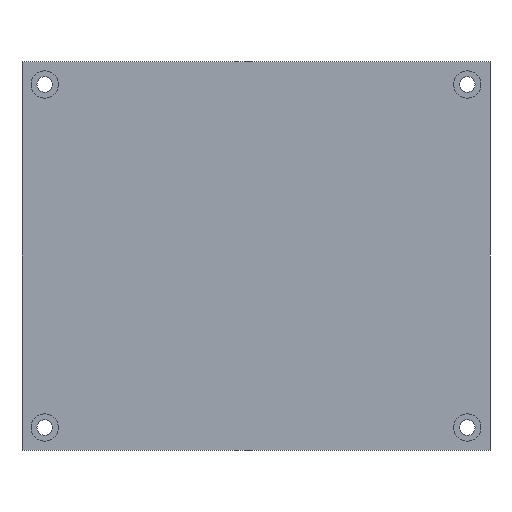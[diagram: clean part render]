
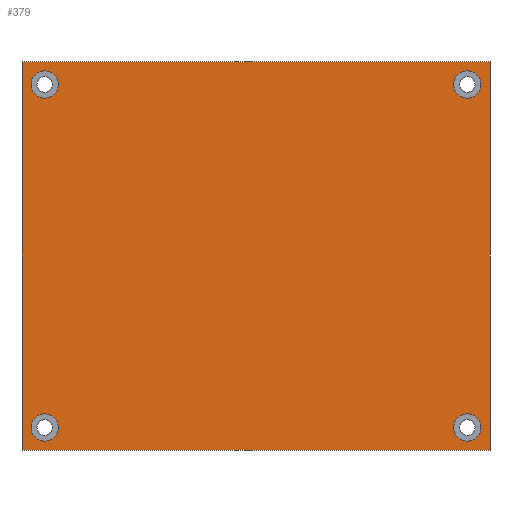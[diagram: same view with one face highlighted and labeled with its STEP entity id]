
A CAD part, front view. The second image highlights one B-rep face of the part: STEP entity #379.
In plain terms, the highlighted planar face has unit normal (0, -1, 0).
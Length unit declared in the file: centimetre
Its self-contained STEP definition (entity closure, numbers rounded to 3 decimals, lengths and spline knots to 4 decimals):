
#15=FACE_BOUND('',#89,.T.);
#16=FACE_BOUND('',#90,.T.);
#17=FACE_BOUND('',#91,.T.);
#18=FACE_BOUND('',#92,.T.);
#29=CIRCLE('',#408,0.3);
#31=CIRCLE('',#411,0.3);
#33=CIRCLE('',#414,0.3);
#35=CIRCLE('',#417,0.3);
#65=FACE_OUTER_BOUND('',#88,.T.);
#88=EDGE_LOOP('',(#307,#308,#309,#310));
#89=EDGE_LOOP('',(#311));
#90=EDGE_LOOP('',(#312));
#91=EDGE_LOOP('',(#313));
#92=EDGE_LOOP('',(#314));
#127=LINE('',#607,#159);
#131=LINE('',#615,#163);
#134=LINE('',#621,#166);
#137=LINE('',#626,#169);
#159=VECTOR('',#496,1.);
#163=VECTOR('',#502,1.);
#166=VECTOR('',#507,1.);
#169=VECTOR('',#512,1.);
#183=VERTEX_POINT('',#577);
#185=VERTEX_POINT('',#583);
#187=VERTEX_POINT('',#589);
#189=VERTEX_POINT('',#595);
#191=VERTEX_POINT('',#605);
#192=VERTEX_POINT('',#606);
#195=VERTEX_POINT('',#614);
#197=VERTEX_POINT('',#620);
#218=EDGE_CURVE('',#183,#183,#29,.T.);
#221=EDGE_CURVE('',#185,#185,#31,.T.);
#224=EDGE_CURVE('',#187,#187,#33,.T.);
#227=EDGE_CURVE('',#189,#189,#35,.T.);
#231=EDGE_CURVE('',#191,#192,#127,.T.);
#235=EDGE_CURVE('',#192,#195,#131,.T.);
#238=EDGE_CURVE('',#195,#197,#134,.T.);
#241=EDGE_CURVE('',#197,#191,#137,.T.);
#307=ORIENTED_EDGE('',*,*,#241,.T.);
#308=ORIENTED_EDGE('',*,*,#231,.T.);
#309=ORIENTED_EDGE('',*,*,#235,.T.);
#310=ORIENTED_EDGE('',*,*,#238,.T.);
#311=ORIENTED_EDGE('',*,*,#218,.F.);
#312=ORIENTED_EDGE('',*,*,#221,.F.);
#313=ORIENTED_EDGE('',*,*,#224,.F.);
#314=ORIENTED_EDGE('',*,*,#227,.F.);
#360=PLANE('',#424);
#379=ADVANCED_FACE('',(#65,#15,#16,#17,#18),#360,.F.);
#408=AXIS2_PLACEMENT_3D('',#579,#464,#465);
#411=AXIS2_PLACEMENT_3D('',#585,#471,#472);
#414=AXIS2_PLACEMENT_3D('',#591,#478,#479);
#417=AXIS2_PLACEMENT_3D('',#597,#485,#486);
#424=AXIS2_PLACEMENT_3D('',#628,#514,#515);
#464=DIRECTION('center_axis',(0.,-1.,0.));
#465=DIRECTION('ref_axis',(1.,0.,0.));
#471=DIRECTION('center_axis',(0.,-1.,0.));
#472=DIRECTION('ref_axis',(1.,0.,0.));
#478=DIRECTION('center_axis',(0.,-1.,0.));
#479=DIRECTION('ref_axis',(1.,0.,0.));
#485=DIRECTION('center_axis',(0.,-1.,0.));
#486=DIRECTION('ref_axis',(1.,0.,0.));
#496=DIRECTION('',(0.,0.,-1.));
#502=DIRECTION('',(1.,0.,0.));
#507=DIRECTION('',(0.,0.,1.));
#512=DIRECTION('',(-1.,0.,0.));
#514=DIRECTION('center_axis',(0.,1.,0.));
#515=DIRECTION('ref_axis',(1.,0.,0.));
#577=CARTESIAN_POINT('',(-0.8,0.,-7.05));
#579=CARTESIAN_POINT('Origin',(-0.5,0.,-7.05));
#583=CARTESIAN_POINT('',(8.5,0.,-7.05));
#585=CARTESIAN_POINT('Origin',(8.8,0.,-7.05));
#589=CARTESIAN_POINT('',(8.5,0.,0.5));
#591=CARTESIAN_POINT('Origin',(8.8,0.,0.5));
#595=CARTESIAN_POINT('',(-0.8,0.,0.5));
#597=CARTESIAN_POINT('Origin',(-0.5,0.,0.5));
#605=CARTESIAN_POINT('',(-1.,0.,1.));
#606=CARTESIAN_POINT('',(-1.,0.,-7.55));
#607=CARTESIAN_POINT('',(-1.,0.,1.));
#614=CARTESIAN_POINT('',(9.3,0.,-7.55));
#615=CARTESIAN_POINT('',(-1.,0.,-7.55));
#620=CARTESIAN_POINT('',(9.3,0.,1.));
#621=CARTESIAN_POINT('',(9.3,0.,-7.55));
#626=CARTESIAN_POINT('',(9.3,0.,1.));
#628=CARTESIAN_POINT('Origin',(4.15,0.,-3.275));
